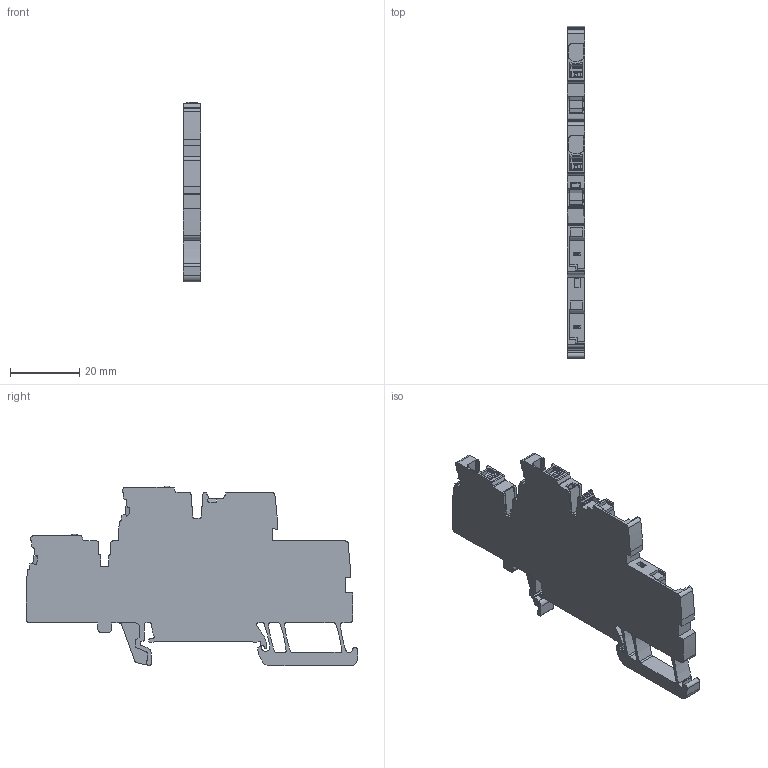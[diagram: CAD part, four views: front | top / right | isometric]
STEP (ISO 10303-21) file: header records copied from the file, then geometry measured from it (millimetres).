
FILE_DESCRIPTION(('CATIA V5 STEP Exchange','CAx-IF Rec.Pracs.--- Model Styling and Organization---1.5--- 2016-08-15','CAx-IF Rec.Pracs.---Supplemental Geometry---1.0---2011-11-01','CAx-IF Rec.Pracs.--- Composite Materials ---1.1---2010-07-15'),'2;1');
FILE_NAME ('2038822-5_2', '2025-11-10T10:20:25+00:00', ('none'), ('Weidmueller'), 'CATIA Version 5-6 Release 2024 SP4', 'CATIA V5 STEP AP214 v3', 'none');
FILE_SCHEMA(('AUTOMOTIVE_DESIGN { 1 0 10303 214 1 1 1 1 }'));
Length unit declared in the file: millimetre
Products named in the file (1): 3051890000
Bounding box: 5.1 x 95.93 x 52 mm (x, y, z)
Volume: 14526.3 mm3; surface area: 9704.6 mm2
Topology: 1 solids, 1 shells, 677 faces, 1941 edges, 1274 vertices
Faces by surface type: plane 327, cylinder 302, bspline 20, torus 15, extrusion 11, sphere 2
Entity records: 22986 total; most frequent: CARTESIAN_POINT 5802, ORIENTED_EDGE 3878, DIRECTION 2906, EDGE_CURVE 1939, VECTOR 1281, VERTEX_POINT 1274, LINE 1270, AXIS2_PLACEMENT_3D 1058
